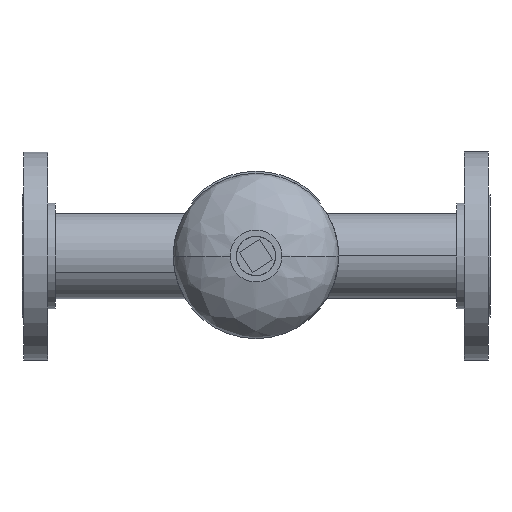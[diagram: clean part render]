
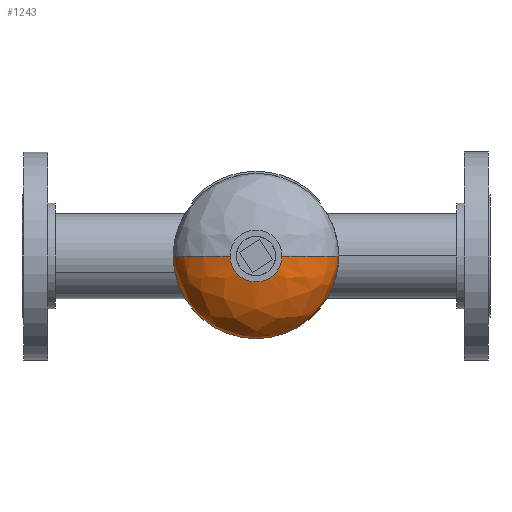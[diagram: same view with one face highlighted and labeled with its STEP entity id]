
A CAD part, front view. The second image highlights one B-rep face of the part: STEP entity #1243.
In plain terms, the highlighted free-form (B-spline) face has degree [3, 3] with [4, 4] control points.
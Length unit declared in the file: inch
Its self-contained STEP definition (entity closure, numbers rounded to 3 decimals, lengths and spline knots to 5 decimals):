
#155 = CARTESIAN_POINT ( 'NONE',  ( 0.75, 2.94371, 1.5 ) ) ;
#253 = CARTESIAN_POINT ( 'NONE',  ( -2.78125, 2.18852, 0. ) ) ;
#257 = EDGE_CURVE ( 'NONE', #898, #4988, #4332, .T. ) ;
#459 = CARTESIAN_POINT ( 'NONE',  ( 0., 1.48038, 0. ) ) ;
#487 = EDGE_CURVE ( 'NONE', #898, #6234, #3368, .T. ) ;
#524 = CARTESIAN_POINT ( 'NONE',  ( 1.99805, 2.75274, 0. ) ) ;
#709 = CARTESIAN_POINT ( 'NONE',  ( -1.99805, 2.75274, 3.9961 ) ) ;
#744 = CARTESIAN_POINT ( 'NONE',  ( -1.99805, 2.75274, 0. ) ) ;
#898 = VERTEX_POINT ( 'NONE', #3809 ) ;
#993 = ORIENTED_EDGE ( 'NONE', *, *, #257, .T. ) ;
#1085 = CARTESIAN_POINT ( 'NONE',  ( -1.99805, 2.75274, 0. ) ) ;
#1166 = DIRECTION ( 'NONE',  ( 0., 0., -1. ) ) ;
#1193 = FACE_OUTER_BOUND ( 'NONE', #2168, .T. ) ;
#1196 = DIRECTION ( 'NONE',  ( 0., -1., 0. ) ) ;
#1215 = AXIS2_PLACEMENT_3D ( 'NONE', #459, #4900, #2005 ) ;
#1243 = ADVANCED_FACE ( 'NONE', ( #1193 ), #3179, .F. ) ;
#1431 = EDGE_CURVE ( 'NONE', #4988, #6212, #2805, .T. ) ;
#1436 = AXIS2_PLACEMENT_3D ( 'NONE', #3994, #2024, #5447 ) ;
#1462 = AXIS2_PLACEMENT_3D ( 'NONE', #2452, #2866, #1921 ) ;
#1494 = CARTESIAN_POINT ( 'NONE',  ( -2.78125, 2.18852, 0. ) ) ;
#1556 = CARTESIAN_POINT ( 'NONE',  ( -0.75, 2.94371, 0. ) ) ;
#1921 = DIRECTION ( 'NONE',  ( 0., 0., -1. ) ) ;
#2005 = DIRECTION ( 'NONE',  ( 0., 0., -1. ) ) ;
#2008 = CARTESIAN_POINT ( 'NONE',  ( 0.75, 2.94371, 0. ) ) ;
#2024 = DIRECTION ( 'NONE',  ( 0., -1., 0. ) ) ;
#2129 = CARTESIAN_POINT ( 'NONE',  ( -0.75, 2.94371, 0. ) ) ;
#2168 = EDGE_LOOP ( 'NONE', ( #5508, #6033, #2617, #2328, #5889, #993 ) ) ;
#2305 = CARTESIAN_POINT ( 'NONE',  ( 2.78125, 1.48038, 5.5625 ) ) ;
#2327 = CARTESIAN_POINT ( 'NONE',  ( -2.78125, 2.18852, 5.5625 ) ) ;
#2328 = ORIENTED_EDGE ( 'NONE', *, *, #5149, .F. ) ;
#2442 = CARTESIAN_POINT ( 'NONE',  ( 2.78125, 2.18852, 0. ) ) ;
#2452 = CARTESIAN_POINT ( 'NONE',  ( 0., 2.94371, 0. ) ) ;
#2599 = AXIS2_PLACEMENT_3D ( 'NONE', #5064, #1196, #1166 ) ;
#2617 = ORIENTED_EDGE ( 'NONE', *, *, #5948, .F. ) ;
#2631 = CARTESIAN_POINT ( 'NONE',  ( 0.75, 2.94371, 0. ) ) ;
#2660 = CARTESIAN_POINT ( 'NONE',  ( 2.78125, 2.18852, 5.5625 ) ) ;
#2695 = CARTESIAN_POINT ( 'NONE',  ( 2.78125, 2.18852, 0. ) ) ;
#2805 = CIRCLE ( 'NONE', #1462, 0.75 ) ;
#2866 = DIRECTION ( 'NONE',  ( 0., -1., 0. ) ) ;
#3179 =( BOUNDED_SURFACE ( )  B_SPLINE_SURFACE ( 3, 3, ( 
 ( #2631, #155, #4559, #2129 ),
 ( #5163, #5621, #709, #744 ),
 ( #2695, #2660, #2327, #253 ),
 ( #3588, #2305, #4255, #4780 ) ),
 .UNSPECIFIED., .F., .F., .T. ) 
 B_SPLINE_SURFACE_WITH_KNOTS ( ( 4, 4 ),
 ( 4, 4 ),
 ( 0., 1. ),
 ( 0., 1. ),
 .UNSPECIFIED. ) 
 GEOMETRIC_REPRESENTATION_ITEM ( )  RATIONAL_B_SPLINE_SURFACE ( (
 ( 1., 0.333, 0.333, 1.),
 ( 0.865, 0.288, 0.288, 0.865),
 ( 0.865, 0.288, 0.288, 0.865),
 ( 1., 0.333, 0.333, 1.) ) ) 
 REPRESENTATION_ITEM ( '' )  SURFACE ( )  );
#3368 =( BOUNDED_CURVE ( )  B_SPLINE_CURVE ( 3, ( #2008, #524, #2442, #3976 ),
 .UNSPECIFIED., .F., .T. ) 
 B_SPLINE_CURVE_WITH_KNOTS ( ( 4, 4 ),
 ( 4.98543, 6.28319 ),
 .UNSPECIFIED. ) 
 CURVE ( )  GEOMETRIC_REPRESENTATION_ITEM ( )  RATIONAL_B_SPLINE_CURVE ( ( 1., 0.865, 0.865, 1. ) ) 
 REPRESENTATION_ITEM ( '' )  );
#3440 = CARTESIAN_POINT ( 'NONE',  ( -2.78125, 1.48038, 0. ) ) ;
#3588 = CARTESIAN_POINT ( 'NONE',  ( 2.78125, 1.48038, 0. ) ) ;
#3809 = CARTESIAN_POINT ( 'NONE',  ( 0.75, 2.94371, 0. ) ) ;
#3863 = CARTESIAN_POINT ( 'NONE',  ( -2.78125, 1.48038, 0. ) ) ;
#3976 = CARTESIAN_POINT ( 'NONE',  ( 2.78125, 1.48038, 0. ) ) ;
#3994 = CARTESIAN_POINT ( 'NONE',  ( 0., 1.48038, 0. ) ) ;
#4255 = CARTESIAN_POINT ( 'NONE',  ( -2.78125, 1.48038, 5.5625 ) ) ;
#4332 = CIRCLE ( 'NONE', #2599, 0.75 ) ;
#4378 = CARTESIAN_POINT ( 'NONE',  ( -0.75, 2.94371, 0. ) ) ;
#4559 = CARTESIAN_POINT ( 'NONE',  ( -0.75, 2.94371, 1.5 ) ) ;
#4742 =( BOUNDED_CURVE ( )  B_SPLINE_CURVE ( 3, ( #1556, #1085, #1494, #3440 ),
 .UNSPECIFIED., .F., .T. ) 
 B_SPLINE_CURVE_WITH_KNOTS ( ( 4, 4 ),
 ( 4.98543, 6.28319 ),
 .UNSPECIFIED. ) 
 CURVE ( )  GEOMETRIC_REPRESENTATION_ITEM ( )  RATIONAL_B_SPLINE_CURVE ( ( 1., 0.865, 0.865, 1. ) ) 
 REPRESENTATION_ITEM ( '' )  );
#4780 = CARTESIAN_POINT ( 'NONE',  ( -2.78125, 1.48038, 0. ) ) ;
#4791 = CARTESIAN_POINT ( 'NONE',  ( 0., 2.94371, 0.75 ) ) ;
#4900 = DIRECTION ( 'NONE',  ( 0., -1., 0. ) ) ;
#4945 = EDGE_CURVE ( 'NONE', #6212, #5758, #4742, .T. ) ;
#4957 = CARTESIAN_POINT ( 'NONE',  ( 0., 1.48038, 2.78125 ) ) ;
#4988 = VERTEX_POINT ( 'NONE', #4791 ) ;
#5064 = CARTESIAN_POINT ( 'NONE',  ( 0., 2.94371, 0. ) ) ;
#5149 = EDGE_CURVE ( 'NONE', #6234, #5814, #6265, .T. ) ;
#5163 = CARTESIAN_POINT ( 'NONE',  ( 1.99805, 2.75274, 0. ) ) ;
#5447 = DIRECTION ( 'NONE',  ( 0., 0., -1. ) ) ;
#5508 = ORIENTED_EDGE ( 'NONE', *, *, #1431, .T. ) ;
#5621 = CARTESIAN_POINT ( 'NONE',  ( 1.99805, 2.75274, 3.9961 ) ) ;
#5669 = CIRCLE ( 'NONE', #1436, 2.78125 ) ;
#5758 = VERTEX_POINT ( 'NONE', #3863 ) ;
#5814 = VERTEX_POINT ( 'NONE', #4957 ) ;
#5889 = ORIENTED_EDGE ( 'NONE', *, *, #487, .F. ) ;
#5948 = EDGE_CURVE ( 'NONE', #5814, #5758, #5669, .T. ) ;
#6033 = ORIENTED_EDGE ( 'NONE', *, *, #4945, .T. ) ;
#6212 = VERTEX_POINT ( 'NONE', #4378 ) ;
#6234 = VERTEX_POINT ( 'NONE', #6322 ) ;
#6265 = CIRCLE ( 'NONE', #1215, 2.78125 ) ;
#6322 = CARTESIAN_POINT ( 'NONE',  ( 2.78125, 1.48038, 0. ) ) ;
